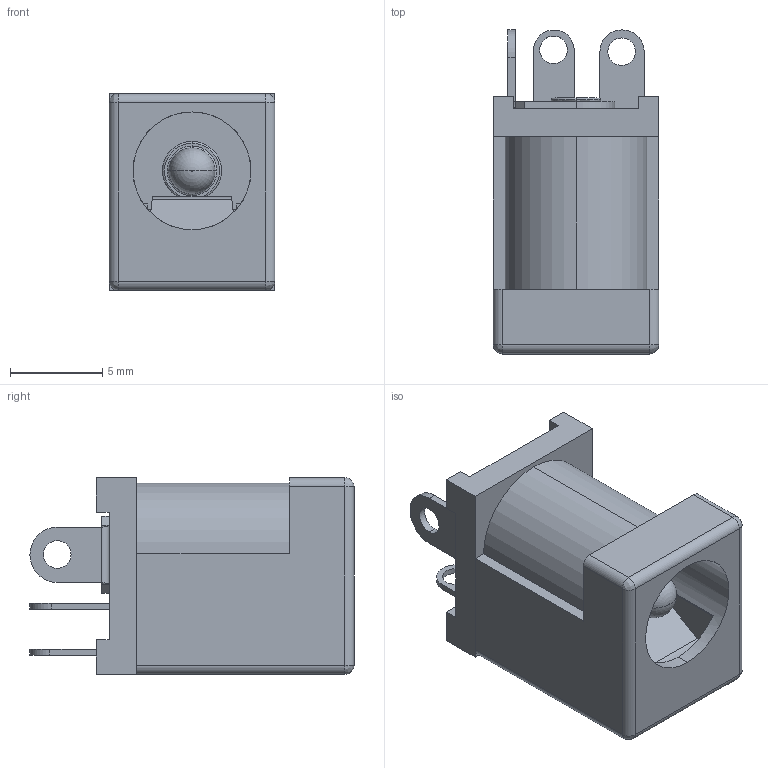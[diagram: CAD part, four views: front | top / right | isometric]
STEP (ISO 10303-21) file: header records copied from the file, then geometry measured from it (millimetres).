
FILE_DESCRIPTION (( 'STEP AP214' ), '1' );
FILE_NAME ('694108402002.STEP', '2024-07-18T12:56:59', ( '' ), ( '' ), 'SwSTEP 2.0', 'SolidWorks 2016', '' );
FILE_SCHEMA (( 'AUTOMOTIVE_DESIGN' ));
Length unit declared in the file: millimetre
Products named in the file (7): 694108301002_PinContact; 6941xx402002_PinBis; 6941xx402002_PinContact2; 6941xx402002_PinLame; 6941xx402002_Back; 6941xx402002; 694108402002
Assembly tree (6 placements, depth 2):
  694108402002
    6941xx402002
    6941xx402002_Back
    6941xx402002_PinLame
    6941xx402002_PinContact2
    6941xx402002_PinBis
    694108301002_PinContact
Bounding box: 9 x 17.6 x 10.7 mm (x, y, z)
Volume: 709.4 mm3; surface area: 1769.5 mm2
Topology: 5 solids, 6 shells, 233 faces, 614 edges, 392 vertices
Faces by surface type: plane 130, cylinder 69, bspline 28, torus 6
Entity records: 8142 total; most frequent: CARTESIAN_POINT 2176, ORIENTED_EDGE 1218, DIRECTION 1152, EDGE_CURVE 610, LINE 410, VECTOR 410, VERTEX_POINT 392, AXIS2_PLACEMENT_3D 371
